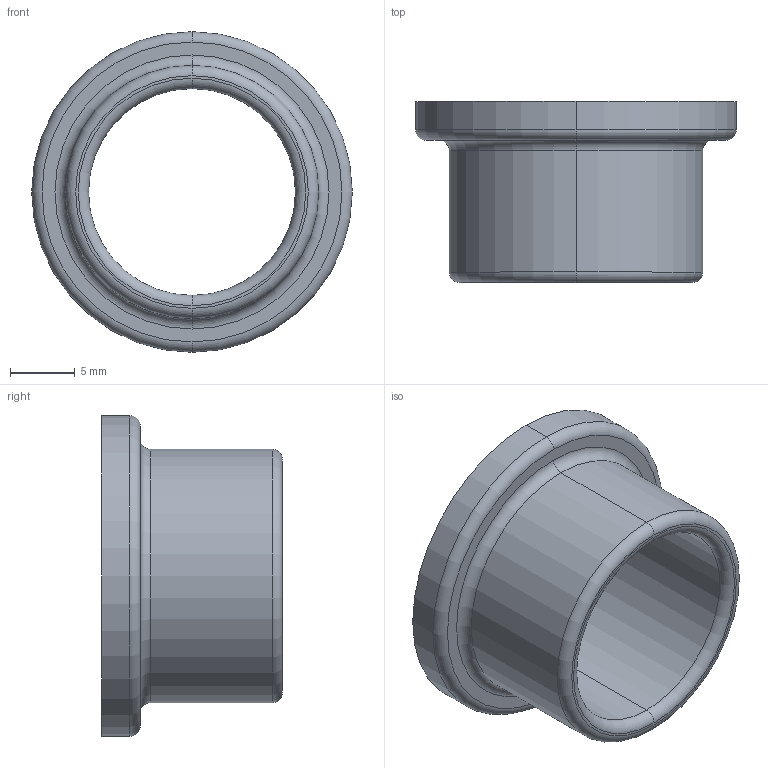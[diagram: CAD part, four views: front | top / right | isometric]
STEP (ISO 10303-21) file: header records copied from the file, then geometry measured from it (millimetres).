
FILE_DESCRIPTION(/* description */ ('VariCAD 2015-2.06 AP-214'),/* implementation_level */ '2;1');
FILE_NAME(/* name */ '0393-27-06.stp',/* time_stamp */ '2016-05-11T12:49:25-06:00',/* author */ (''),/* organization */ (''),/* preprocessor_version */ 'ST-DEVELOPER v14',/* originating_system */ 'VariCAD 2015-2.06; kernel version (20130303)',/* authorisation */ '');
FILE_SCHEMA (('AUTOMOTIVE_DESIGN'));
Length unit declared in the file: millimetre
Products named in the file (2): 0393-27-06
Assembly tree (1 placements, depth 2):
  0393-27-06
    0393-27-06
Bounding box: 24.8 x 14 x 24.8 mm (x, y, z)
Volume: 1935.9 mm3; surface area: 2092.5 mm2
Topology: 1 solids, 1 shells, 17 faces, 34 edges, 20 vertices
Faces by surface type: torus 8, cylinder 6, plane 3
Entity records: 510 total; most frequent: DIRECTION 104, CARTESIAN_POINT 75, ORIENTED_EDGE 68, AXIS2_PLACEMENT_3D 49, EDGE_CURVE 34, CIRCLE 28, EDGE_LOOP 20, VERTEX_POINT 20
